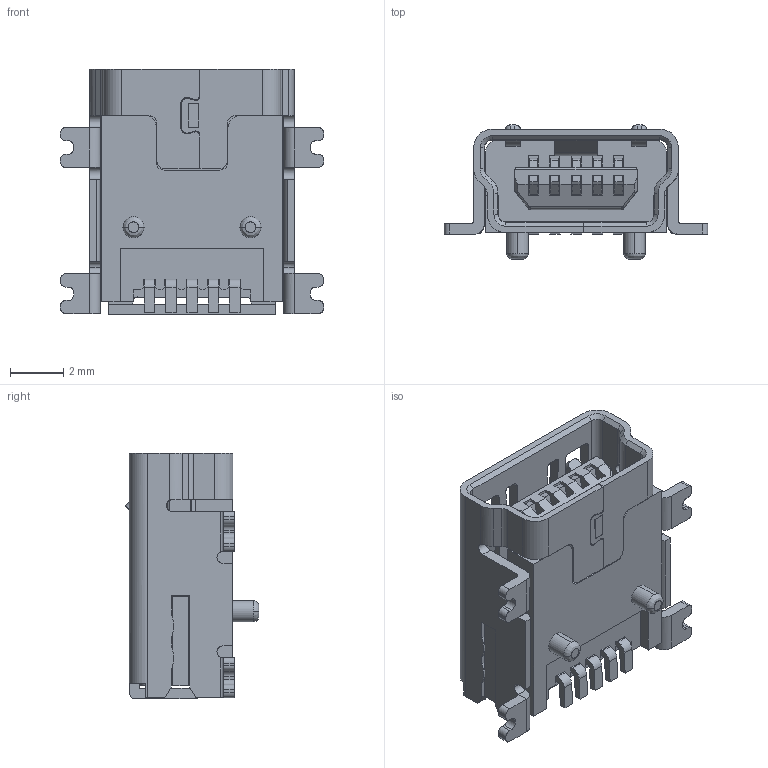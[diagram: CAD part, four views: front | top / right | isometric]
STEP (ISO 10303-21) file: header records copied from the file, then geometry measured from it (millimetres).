
FILE_DESCRIPTION (( 'STEP AP214' ), '1' );
FILE_NAME ('690T205-16B-211.STEP', '2021-01-14T22:05:07', ( '' ), ( '' ), 'SwSTEP 2.0', 'SolidWorks 2020', '' );
FILE_SCHEMA (( 'AUTOMOTIVE_DESIGN' ));
Length unit declared in the file: millimetre
Products named in the file (4): 690T205-16B-211; Shell 690T205-X6B-211; Insulator 690T205-X6B-211; Contact 690T205-X6B-211
Assembly tree (7 placements, depth 2):
  690T205-16B-211
    Insulator 690T205-X6B-211
    Contact 690T205-X6B-211  x5
    Shell 690T205-X6B-211
Bounding box: 9.9 x 5.04 x 9.25 mm (x, y, z)
Volume: 146.8 mm3; surface area: 739.4 mm2
Topology: 7 solids, 7 shells, 673 faces, 2003 edges, 1329 vertices
Faces by surface type: plane 459, cylinder 197, bspline 9, cone 8
Entity records: 19581 total; most frequent: CARTESIAN_POINT 4728, ORIENTED_EDGE 3330, DIRECTION 2726, EDGE_CURVE 1665, VECTOR 1220, LINE 1220, VERTEX_POINT 1105, AXIS2_PLACEMENT_3D 753
